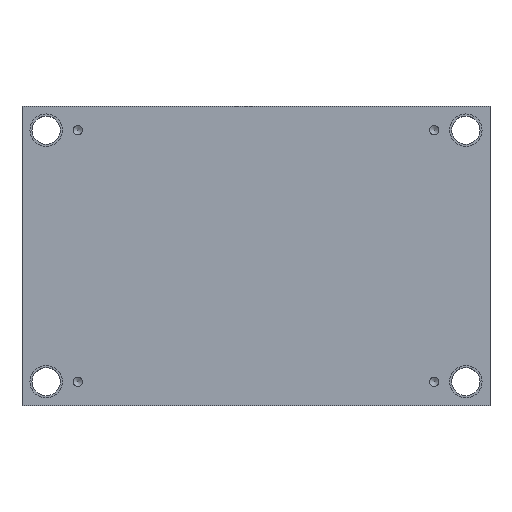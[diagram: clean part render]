
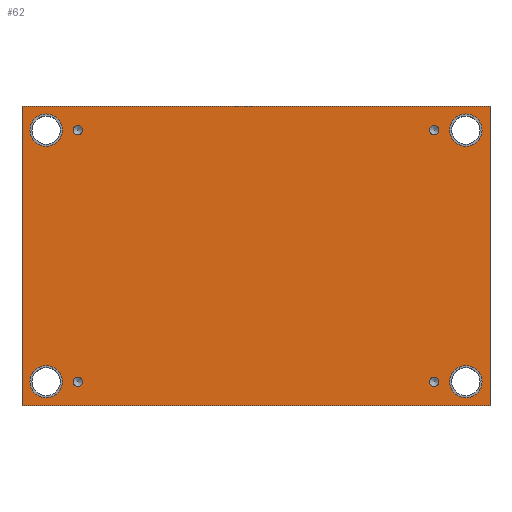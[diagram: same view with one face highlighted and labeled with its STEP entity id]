
A CAD part, top view. The second image highlights one B-rep face of the part: STEP entity #62.
In plain terms, the highlighted planar face has unit normal (0, 0, 1).
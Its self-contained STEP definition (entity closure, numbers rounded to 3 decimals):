
#62 = ADVANCED_FACE( '', ( #145, #146, #147, #148, #149, #150, #151, #152, #153 ), #154, .T. );
#145 = FACE_BOUND( '', #262, .T. );
#146 = FACE_BOUND( '', #263, .T. );
#147 = FACE_BOUND( '', #264, .T. );
#148 = FACE_BOUND( '', #265, .T. );
#149 = FACE_BOUND( '', #266, .T. );
#150 = FACE_BOUND( '', #267, .T. );
#151 = FACE_BOUND( '', #268, .T. );
#152 = FACE_BOUND( '', #269, .T. );
#153 = FACE_OUTER_BOUND( '', #270, .T. );
#154 = PLANE( '', #271 );
#262 = EDGE_LOOP( '', ( #391 ) );
#263 = EDGE_LOOP( '', ( #392 ) );
#264 = EDGE_LOOP( '', ( #393 ) );
#265 = EDGE_LOOP( '', ( #394 ) );
#266 = EDGE_LOOP( '', ( #395 ) );
#267 = EDGE_LOOP( '', ( #396 ) );
#268 = EDGE_LOOP( '', ( #397 ) );
#269 = EDGE_LOOP( '', ( #398 ) );
#270 = EDGE_LOOP( '', ( #399, #400, #401, #402 ) );
#271 = AXIS2_PLACEMENT_3D( '', #403, #404, #405 );
#391 = ORIENTED_EDGE( '', *, *, #528, .T. );
#392 = ORIENTED_EDGE( '', *, *, #552, .T. );
#393 = ORIENTED_EDGE( '', *, *, #553, .T. );
#394 = ORIENTED_EDGE( '', *, *, #554, .T. );
#395 = ORIENTED_EDGE( '', *, *, #555, .T. );
#396 = ORIENTED_EDGE( '', *, *, #556, .T. );
#397 = ORIENTED_EDGE( '', *, *, #557, .T. );
#398 = ORIENTED_EDGE( '', *, *, #558, .T. );
#399 = ORIENTED_EDGE( '', *, *, #532, .T. );
#400 = ORIENTED_EDGE( '', *, *, #559, .T. );
#401 = ORIENTED_EDGE( '', *, *, #560, .T. );
#402 = ORIENTED_EDGE( '', *, *, #561, .T. );
#403 = CARTESIAN_POINT( '', ( -347.85, 222.85, 136. ) );
#404 = DIRECTION( '', ( 0., 0., 1. ) );
#405 = DIRECTION( '', ( 1., 0., 0. ) );
#528 = EDGE_CURVE( '', #595, #595, #596, .T. );
#532 = EDGE_CURVE( '', #603, #601, #604, .T. );
#552 = EDGE_CURVE( '', #634, #634, #635, .T. );
#553 = EDGE_CURVE( '', #636, #636, #637, .T. );
#554 = EDGE_CURVE( '', #638, #638, #639, .T. );
#555 = EDGE_CURVE( '', #640, #640, #641, .T. );
#556 = EDGE_CURVE( '', #642, #642, #643, .T. );
#557 = EDGE_CURVE( '', #644, #644, #645, .T. );
#558 = EDGE_CURVE( '', #646, #646, #647, .T. );
#559 = EDGE_CURVE( '', #601, #648, #649, .T. );
#560 = EDGE_CURVE( '', #648, #650, #651, .T. );
#561 = EDGE_CURVE( '', #650, #603, #652, .T. );
#595 = VERTEX_POINT( '', #689 );
#596 = CIRCLE( '', #690, 7. );
#601 = VERTEX_POINT( '', #696 );
#603 = VERTEX_POINT( '', #699 );
#604 = LINE( '', #700, #701 );
#634 = VERTEX_POINT( '', #735 );
#635 = CIRCLE( '', #736, 7. );
#636 = VERTEX_POINT( '', #737 );
#637 = CIRCLE( '', #738, 7. );
#638 = VERTEX_POINT( '', #739 );
#639 = CIRCLE( '', #740, 7. );
#640 = VERTEX_POINT( '', #741 );
#641 = CIRCLE( '', #742, 24. );
#642 = VERTEX_POINT( '', #743 );
#643 = CIRCLE( '', #744, 24. );
#644 = VERTEX_POINT( '', #745 );
#645 = CIRCLE( '', #746, 24. );
#646 = VERTEX_POINT( '', #747 );
#647 = CIRCLE( '', #748, 24. );
#648 = VERTEX_POINT( '', #749 );
#649 = LINE( '', #750, #751 );
#650 = VERTEX_POINT( '', #752 );
#651 = LINE( '', #753, #754 );
#652 = LINE( '', #755, #756 );
#689 = CARTESIAN_POINT( '', ( -265., -194., 136. ) );
#690 = AXIS2_PLACEMENT_3D( '', #795, #796, #797 );
#696 = CARTESIAN_POINT( '', ( -347.85, 222.85, 136. ) );
#699 = CARTESIAN_POINT( '', ( 347.85, 222.85, 136. ) );
#700 = CARTESIAN_POINT( '', ( 347.85, 222.85, 136. ) );
#701 = VECTOR( '', #800, 1000. );
#735 = CARTESIAN_POINT( '', ( 265., -194., 136. ) );
#736 = AXIS2_PLACEMENT_3D( '', #832, #833, #834 );
#737 = CARTESIAN_POINT( '', ( 265., 180., 136. ) );
#738 = AXIS2_PLACEMENT_3D( '', #835, #836, #837 );
#739 = CARTESIAN_POINT( '', ( -265., 180., 136. ) );
#740 = AXIS2_PLACEMENT_3D( '', #838, #839, #840 );
#741 = CARTESIAN_POINT( '', ( 312., -211., 136. ) );
#742 = AXIS2_PLACEMENT_3D( '', #841, #842, #843 );
#743 = CARTESIAN_POINT( '', ( -312., -211., 136. ) );
#744 = AXIS2_PLACEMENT_3D( '', #844, #845, #846 );
#745 = CARTESIAN_POINT( '', ( -312., 163., 136. ) );
#746 = AXIS2_PLACEMENT_3D( '', #847, #848, #849 );
#747 = CARTESIAN_POINT( '', ( 312., 163., 136. ) );
#748 = AXIS2_PLACEMENT_3D( '', #850, #851, #852 );
#749 = CARTESIAN_POINT( '', ( -347.85, -222.85, 136. ) );
#750 = CARTESIAN_POINT( '', ( -347.85, 222.85, 136. ) );
#751 = VECTOR( '', #853, 1000. );
#752 = CARTESIAN_POINT( '', ( 347.85, -222.85, 136. ) );
#753 = CARTESIAN_POINT( '', ( -347.85, -222.85, 136. ) );
#754 = VECTOR( '', #854, 1000. );
#755 = CARTESIAN_POINT( '', ( 347.85, -222.85, 136. ) );
#756 = VECTOR( '', #855, 1000. );
#795 = CARTESIAN_POINT( '', ( -265., -187., 136. ) );
#796 = DIRECTION( '', ( 0., 0., -1. ) );
#797 = DIRECTION( '', ( 0., -1., 0. ) );
#800 = DIRECTION( '', ( -1., 0., 0. ) );
#832 = CARTESIAN_POINT( '', ( 265., -187., 136. ) );
#833 = DIRECTION( '', ( 0., 0., -1. ) );
#834 = DIRECTION( '', ( 0., -1., 0. ) );
#835 = CARTESIAN_POINT( '', ( 265., 187., 136. ) );
#836 = DIRECTION( '', ( 0., 0., -1. ) );
#837 = DIRECTION( '', ( 0., -1., 0. ) );
#838 = CARTESIAN_POINT( '', ( -265., 187., 136. ) );
#839 = DIRECTION( '', ( 0., 0., -1. ) );
#840 = DIRECTION( '', ( 0., -1., 0. ) );
#841 = CARTESIAN_POINT( '', ( 312., -187., 136. ) );
#842 = DIRECTION( '', ( 0., 0., -1. ) );
#843 = DIRECTION( '', ( 0., -1., 0. ) );
#844 = CARTESIAN_POINT( '', ( -312., -187., 136. ) );
#845 = DIRECTION( '', ( 0., 0., -1. ) );
#846 = DIRECTION( '', ( 0., -1., 0. ) );
#847 = CARTESIAN_POINT( '', ( -312., 187., 136. ) );
#848 = DIRECTION( '', ( 0., 0., -1. ) );
#849 = DIRECTION( '', ( 0., -1., 0. ) );
#850 = CARTESIAN_POINT( '', ( 312., 187., 136. ) );
#851 = DIRECTION( '', ( 0., 0., -1. ) );
#852 = DIRECTION( '', ( 0., -1., 0. ) );
#853 = DIRECTION( '', ( 0., -1., 0. ) );
#854 = DIRECTION( '', ( 1., 0., 0. ) );
#855 = DIRECTION( '', ( 0., 1., 0. ) );
